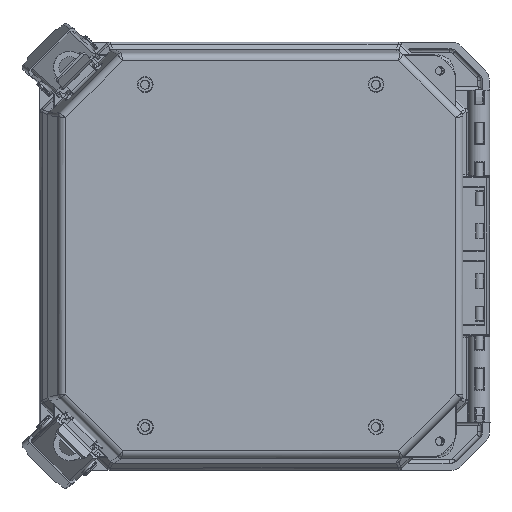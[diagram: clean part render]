
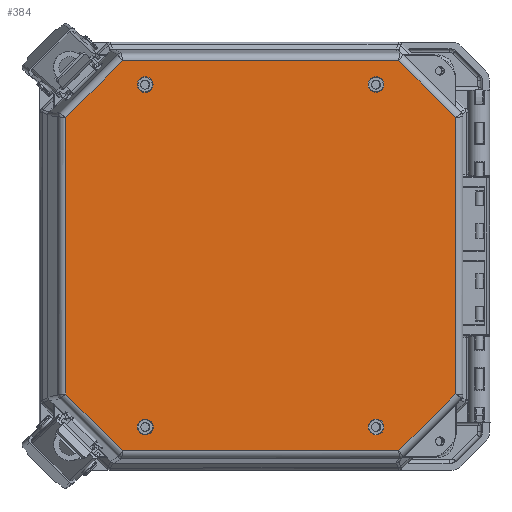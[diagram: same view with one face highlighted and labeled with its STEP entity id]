
A CAD part, top view. The second image highlights one B-rep face of the part: STEP entity #384.
In plain terms, the highlighted face is planar.
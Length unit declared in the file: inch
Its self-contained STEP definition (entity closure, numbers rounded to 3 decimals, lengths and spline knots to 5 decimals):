
#287 = AXIS2_PLACEMENT_3D ( 'NONE', #43069, #87702, #57953 ) ;
#384 = ADVANCED_FACE ( 'NONE', ( #47889, #89705, #11479, #69985, #82514 ), #2422, .T. ) ;
#440 = CIRCLE ( 'NONE', #54026, 0.136 ) ;
#1890 = CARTESIAN_POINT ( 'NONE',  ( -4.63087, 0.05162, -4.22995 ) ) ;
#2422 = PLANE ( 'NONE',  #6664 ) ;
#2583 = ORIENTED_EDGE ( 'NONE', *, *, #56482, .T. ) ;
#2895 = CARTESIAN_POINT ( 'NONE',  ( -4.91439, 1.8588, -4.19346 ) ) ;
#2985 = ORIENTED_EDGE ( 'NONE', *, *, #30593, .T. ) ;
#3294 = EDGE_CURVE ( 'NONE', #75510, #60432, #89367, .T. ) ;
#4360 = CARTESIAN_POINT ( 'NONE',  ( -6.14607, 5.40793, -4.11002 ) ) ;
#4560 = EDGE_CURVE ( 'NONE', #19352, #62872, #30581, .T. ) ;
#6664 = AXIS2_PLACEMENT_3D ( 'NONE', #2895, #39296, #68599 ) ;
#6734 = EDGE_CURVE ( 'NONE', #81874, #52589, #89141, .T. ) ;
#7369 = VERTEX_POINT ( 'NONE', #46047 ) ;
#7865 = DIRECTION ( 'NONE',  ( -0.707, 0.707, 0.025 ) ) ;
#8072 = CARTESIAN_POINT ( 'NONE',  ( -0.76746, 5.98189, -4.1939 ) ) ;
#8397 = EDGE_CURVE ( 'NONE', #49271, #93123, #65442, .T. ) ;
#8513 = EDGE_LOOP ( 'NONE', ( #2583, #14274 ) ) ;
#10340 = VERTEX_POINT ( 'NONE', #19201 ) ;
#10488 = EDGE_LOOP ( 'NONE', ( #2985, #62754 ) ) ;
#10598 = ORIENTED_EDGE ( 'NONE', *, *, #16613, .T. ) ;
#10756 = ORIENTED_EDGE ( 'NONE', *, *, #3294, .T. ) ;
#11479 = FACE_BOUND ( 'NONE', #10488, .T. ) ;
#11552 = DIRECTION ( 'NONE',  ( 0.707, 0.707, 0. ) ) ;
#12694 = DIRECTION ( 'NONE',  ( -1., 0., 0.017 ) ) ;
#13625 = CARTESIAN_POINT ( 'NONE',  ( -0.76746, 5.84591, -4.19627 ) ) ;
#14274 = ORIENTED_EDGE ( 'NONE', *, *, #58793, .T. ) ;
#14438 = EDGE_CURVE ( 'NONE', #46822, #10340, #39900, .T. ) ;
#14654 = CARTESIAN_POINT ( 'NONE',  ( -4.76685, 5.84469, -4.12647 ) ) ;
#14723 = ORIENTED_EDGE ( 'NONE', *, *, #18787, .T. ) ;
#15251 = DIRECTION ( 'NONE',  ( 0., -1., -0.017 ) ) ;
#15771 = ORIENTED_EDGE ( 'NONE', *, *, #70543, .T. ) ;
#16306 = EDGE_CURVE ( 'NONE', #83281, #50978, #78115, .T. ) ;
#16613 = EDGE_CURVE ( 'NONE', #80222, #75510, #70959, .T. ) ;
#18434 = DIRECTION ( 'NONE',  ( 0.017, -0.017, 1. ) ) ;
#18787 = EDGE_CURVE ( 'NONE', #10340, #46822, #37770, .T. ) ;
#18899 = DIRECTION ( 'NONE',  ( 1., 0., -0.017 ) ) ;
#19201 = CARTESIAN_POINT ( 'NONE',  ( -4.90283, 0.05154, -4.2252 ) ) ;
#19352 = VERTEX_POINT ( 'NONE', #70514 ) ;
#21267 = ORIENTED_EDGE ( 'NONE', *, *, #71053, .T. ) ;
#21933 = EDGE_CURVE ( 'NONE', #60432, #49271, #28471, .T. ) ;
#24294 = CARTESIAN_POINT ( 'NONE',  ( -0.37493, 6.39638, -4.19352 ) ) ;
#24690 = CARTESIAN_POINT ( 'NONE',  ( -0.76746, 0.0528, -4.29738 ) ) ;
#25121 = CARTESIAN_POINT ( 'NONE',  ( 0.61177, 0.62554, -4.31146 ) ) ;
#25365 = CARTESIAN_POINT ( 'NONE',  ( -5.15938, -0.36291, -4.22796 ) ) ;
#26052 = VERTEX_POINT ( 'NONE', #13625 ) ;
#26076 = DIRECTION ( 'NONE',  ( 1., 0., -0.017 ) ) ;
#28002 = CARTESIAN_POINT ( 'NONE',  ( -4.91439, -0.36284, -4.23223 ) ) ;
#28177 = CIRCLE ( 'NONE', #49597, 0.136 ) ;
#28471 = LINE ( 'NONE', #28002, #62178 ) ;
#28498 = VECTOR ( 'NONE', #7865, 39.37008 ) ;
#30527 = EDGE_LOOP ( 'NONE', ( #46464, #14723 ) ) ;
#30581 = LINE ( 'NONE', #45434, #48170 ) ;
#30593 = EDGE_CURVE ( 'NONE', #52589, #81874, #71963, .T. ) ;
#31301 = CARTESIAN_POINT ( 'NONE',  ( 0.61177, 0.62554, -4.31146 ) ) ;
#31457 = DIRECTION ( 'NONE',  ( 0., -1., -0.017 ) ) ;
#32469 = CARTESIAN_POINT ( 'NONE',  ( -0.76746, 0.0528, -4.29738 ) ) ;
#35241 = AXIS2_PLACEMENT_3D ( 'NONE', #73193, #37209, #66511 ) ;
#37209 = DIRECTION ( 'NONE',  ( 0.017, -0.017, 1. ) ) ;
#37770 = CIRCLE ( 'NONE', #53108, 0.136 ) ;
#39296 = DIRECTION ( 'NONE',  ( -0.017, 0.017, -1. ) ) ;
#39526 = CARTESIAN_POINT ( 'NONE',  ( -0.76746, 6.11787, -4.19153 ) ) ;
#39842 = VECTOR ( 'NONE', #41684, 39.37008 ) ;
#39900 = CIRCLE ( 'NONE', #287, 0.136 ) ;
#39996 = ORIENTED_EDGE ( 'NONE', *, *, #16306, .T. ) ;
#41244 = LINE ( 'NONE', #4360, #81738 ) ;
#41574 = LINE ( 'NONE', #71306, #49860 ) ;
#41684 = DIRECTION ( 'NONE',  ( 0., -1., -0.017 ) ) ;
#42370 = CARTESIAN_POINT ( 'NONE',  ( -5.15938, -0.36291, -4.22796 ) ) ;
#43069 = CARTESIAN_POINT ( 'NONE',  ( -4.76685, 0.05158, -4.22758 ) ) ;
#44874 = CARTESIAN_POINT ( 'NONE',  ( -4.76685, 5.98067, -4.1241 ) ) ;
#45434 = CARTESIAN_POINT ( 'NONE',  ( -4.91439, 6.395, -4.11429 ) ) ;
#46047 = CARTESIAN_POINT ( 'NONE',  ( -6.14607, 5.40793, -4.11002 ) ) ;
#46464 = ORIENTED_EDGE ( 'NONE', *, *, #14438, .T. ) ;
#46822 = VERTEX_POINT ( 'NONE', #1890 ) ;
#47870 = DIRECTION ( 'NONE',  ( 0.707, -0.707, -0.025 ) ) ;
#47889 = FACE_OUTER_BOUND ( 'NONE', #93324, .T. ) ;
#48170 = VECTOR ( 'NONE', #67561, 39.37008 ) ;
#49271 = VERTEX_POINT ( 'NONE', #25365 ) ;
#49597 = AXIS2_PLACEMENT_3D ( 'NONE', #61925, #92575, #76292 ) ;
#49860 = VECTOR ( 'NONE', #70846, 39.37008 ) ;
#50699 = ORIENTED_EDGE ( 'NONE', *, *, #4560, .T. ) ;
#50978 = VERTEX_POINT ( 'NONE', #14654 ) ;
#52556 = AXIS2_PLACEMENT_3D ( 'NONE', #44874, #88084, #31457 ) ;
#52589 = VERTEX_POINT ( 'NONE', #64866 ) ;
#52878 = DIRECTION ( 'NONE',  ( -0.707, -0.707, 0. ) ) ;
#53108 = AXIS2_PLACEMENT_3D ( 'NONE', #92289, #18434, #18899 ) ;
#53943 = DIRECTION ( 'NONE',  ( 0.017, -0.017, 1. ) ) ;
#54026 = AXIS2_PLACEMENT_3D ( 'NONE', #8072, #80968, #15251 ) ;
#54057 = DIRECTION ( 'NONE',  ( 1., 0., -0.017 ) ) ;
#55131 = AXIS2_PLACEMENT_3D ( 'NONE', #32469, #82389, #54057 ) ;
#56482 = EDGE_CURVE ( 'NONE', #26052, #68676, #440, .T. ) ;
#57953 = DIRECTION ( 'NONE',  ( 1., 0., -0.017 ) ) ;
#58288 = ORIENTED_EDGE ( 'NONE', *, *, #8397, .T. ) ;
#58793 = EDGE_CURVE ( 'NONE', #68676, #26052, #28177, .T. ) ;
#59250 = ORIENTED_EDGE ( 'NONE', *, *, #21933, .T. ) ;
#59882 = VECTOR ( 'NONE', #47870, 39.37008 ) ;
#60040 = AXIS2_PLACEMENT_3D ( 'NONE', #24690, #53943, #26076 ) ;
#60074 = EDGE_LOOP ( 'NONE', ( #15771, #39996 ) ) ;
#60432 = VERTEX_POINT ( 'NONE', #74193 ) ;
#61250 = EDGE_CURVE ( 'NONE', #93123, #7369, #41574, .T. ) ;
#61925 = CARTESIAN_POINT ( 'NONE',  ( -0.76746, 5.98189, -4.1939 ) ) ;
#62178 = VECTOR ( 'NONE', #12694, 39.37008 ) ;
#62754 = ORIENTED_EDGE ( 'NONE', *, *, #6734, .T. ) ;
#62863 = CARTESIAN_POINT ( 'NONE',  ( 0.61177, 1.86048, -4.28991 ) ) ;
#62872 = VERTEX_POINT ( 'NONE', #24294 ) ;
#64866 = CARTESIAN_POINT ( 'NONE',  ( -0.63148, 0.05284, -4.29975 ) ) ;
#65442 = LINE ( 'NONE', #42370, #28498 ) ;
#65906 = ORIENTED_EDGE ( 'NONE', *, *, #61250, .T. ) ;
#66511 = DIRECTION ( 'NONE',  ( 0., -1., -0.017 ) ) ;
#67561 = DIRECTION ( 'NONE',  ( 1., 0., -0.017 ) ) ;
#68599 = DIRECTION ( 'NONE',  ( -1., 0., 0.017 ) ) ;
#68676 = VERTEX_POINT ( 'NONE', #39526 ) ;
#68903 = CARTESIAN_POINT ( 'NONE',  ( 0.61177, 5.40999, -4.22796 ) ) ;
#69985 = FACE_BOUND ( 'NONE', #30527, .T. ) ;
#70514 = CARTESIAN_POINT ( 'NONE',  ( -5.15938, 6.39493, -4.11002 ) ) ;
#70543 = EDGE_CURVE ( 'NONE', #50978, #83281, #70905, .T. ) ;
#70846 = DIRECTION ( 'NONE',  ( 0., 1., 0.017 ) ) ;
#70905 = CIRCLE ( 'NONE', #52556, 0.136 ) ;
#70959 = LINE ( 'NONE', #62863, #39842 ) ;
#71053 = EDGE_CURVE ( 'NONE', #7369, #19352, #41244, .T. ) ;
#71306 = CARTESIAN_POINT ( 'NONE',  ( -6.14607, 1.85842, -4.17197 ) ) ;
#71963 = CIRCLE ( 'NONE', #55131, 0.136 ) ;
#72732 = CARTESIAN_POINT ( 'NONE',  ( -4.76685, 6.11665, -4.12173 ) ) ;
#73193 = CARTESIAN_POINT ( 'NONE',  ( -4.76685, 5.98067, -4.1241 ) ) ;
#73423 = CARTESIAN_POINT ( 'NONE',  ( -6.14607, 0.62348, -4.19352 ) ) ;
#74193 = CARTESIAN_POINT ( 'NONE',  ( -0.37493, -0.36146, -4.31146 ) ) ;
#74206 = ORIENTED_EDGE ( 'NONE', *, *, #87883, .T. ) ;
#75510 = VERTEX_POINT ( 'NONE', #25121 ) ;
#76292 = DIRECTION ( 'NONE',  ( 0., -1., -0.017 ) ) ;
#76693 = LINE ( 'NONE', #91094, #59882 ) ;
#78115 = CIRCLE ( 'NONE', #35241, 0.136 ) ;
#80222 = VERTEX_POINT ( 'NONE', #68903 ) ;
#80968 = DIRECTION ( 'NONE',  ( 0.017, -0.017, 1. ) ) ;
#81738 = VECTOR ( 'NONE', #11552, 39.37008 ) ;
#81773 = VECTOR ( 'NONE', #52878, 39.37008 ) ;
#81874 = VERTEX_POINT ( 'NONE', #93573 ) ;
#82389 = DIRECTION ( 'NONE',  ( 0.017, -0.017, 1. ) ) ;
#82514 = FACE_BOUND ( 'NONE', #8513, .T. ) ;
#83281 = VERTEX_POINT ( 'NONE', #72732 ) ;
#87702 = DIRECTION ( 'NONE',  ( 0.017, -0.017, 1. ) ) ;
#87883 = EDGE_CURVE ( 'NONE', #62872, #80222, #76693, .T. ) ;
#88084 = DIRECTION ( 'NONE',  ( 0.017, -0.017, 1. ) ) ;
#89141 = CIRCLE ( 'NONE', #60040, 0.136 ) ;
#89367 = LINE ( 'NONE', #31301, #81773 ) ;
#89705 = FACE_BOUND ( 'NONE', #60074, .T. ) ;
#91094 = CARTESIAN_POINT ( 'NONE',  ( -0.37493, 6.39638, -4.19352 ) ) ;
#92289 = CARTESIAN_POINT ( 'NONE',  ( -4.76685, 0.05158, -4.22758 ) ) ;
#92575 = DIRECTION ( 'NONE',  ( 0.017, -0.017, 1. ) ) ;
#93123 = VERTEX_POINT ( 'NONE', #73423 ) ;
#93324 = EDGE_LOOP ( 'NONE', ( #65906, #21267, #50699, #74206, #10598, #10756, #59250, #58288 ) ) ;
#93573 = CARTESIAN_POINT ( 'NONE',  ( -0.90344, 0.05275, -4.295 ) ) ;
